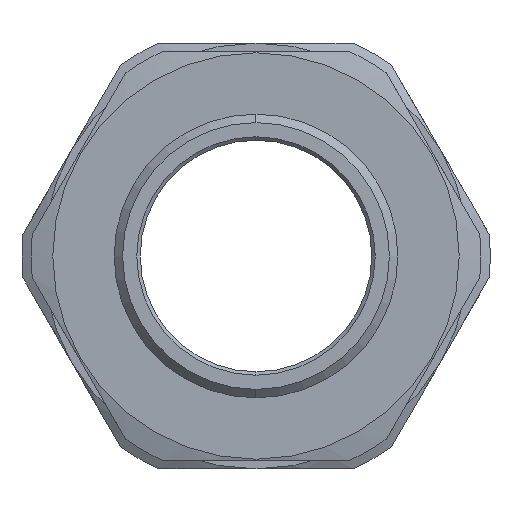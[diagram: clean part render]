
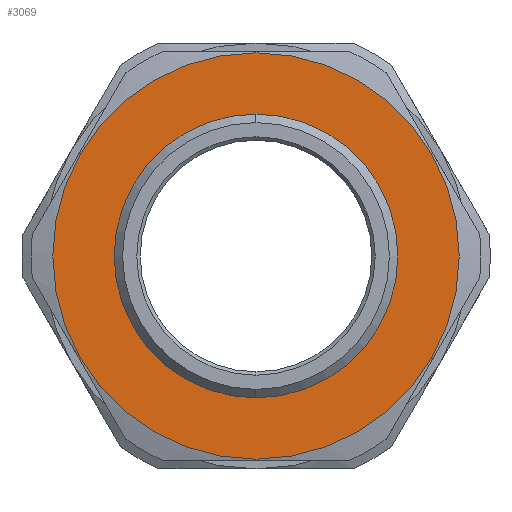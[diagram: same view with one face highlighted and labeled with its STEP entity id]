
A CAD part, left-side view. The second image highlights one B-rep face of the part: STEP entity #3069.
In plain terms, the highlighted planar face has unit normal (-1, 0, 0).
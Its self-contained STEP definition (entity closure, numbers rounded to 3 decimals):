
#884 = ORIENTED_EDGE ( 'NONE', *, *, #3287, .F. ) ;
#1196 = DIRECTION ( 'NONE',  ( 0., 0., -1. ) ) ;
#1671 = ORIENTED_EDGE ( 'NONE', *, *, #7539, .F. ) ;
#1803 = CARTESIAN_POINT ( 'NONE',  ( 15.3, 0., -20.3 ) ) ;
#2067 = CIRCLE ( 'NONE', #6480, 17.9 ) ;
#2109 = CARTESIAN_POINT ( 'NONE',  ( 15.3, 0., -17.9 ) ) ;
#2112 = CIRCLE ( 'NONE', #4280, 17.9 ) ;
#2368 = AXIS2_PLACEMENT_3D ( 'NONE', #3203, #3835, #2643 ) ;
#2435 = DIRECTION ( 'NONE',  ( 0., 0., -1. ) ) ;
#2643 = DIRECTION ( 'NONE',  ( 0., 0., 1. ) ) ;
#2859 = CIRCLE ( 'NONE', #2368, 12.5 ) ;
#2863 = VERTEX_POINT ( 'NONE', #2109 ) ;
#3069 = ADVANCED_FACE ( 'NONE', ( #3640, #7235 ), #4951, .F. ) ;
#3203 = CARTESIAN_POINT ( 'NONE',  ( 15.3, 0., 0. ) ) ;
#3252 = VERTEX_POINT ( 'NONE', #6342 ) ;
#3287 = EDGE_CURVE ( 'NONE', #3252, #6010, #2859, .T. ) ;
#3592 = EDGE_LOOP ( 'NONE', ( #1671, #884 ) ) ;
#3640 = FACE_OUTER_BOUND ( 'NONE', #7186, .T. ) ;
#3757 = CIRCLE ( 'NONE', #5035, 12.5 ) ;
#3835 = DIRECTION ( 'NONE',  ( -1., 0., 0. ) ) ;
#3859 = DIRECTION ( 'NONE',  ( -1., 0., 0. ) ) ;
#3888 = DIRECTION ( 'NONE',  ( 0., 0., 1. ) ) ;
#4218 = ORIENTED_EDGE ( 'NONE', *, *, #4323, .F. ) ;
#4280 = AXIS2_PLACEMENT_3D ( 'NONE', #4338, #8248, #2435 ) ;
#4323 = EDGE_CURVE ( 'NONE', #2863, #4856, #2112, .T. ) ;
#4338 = CARTESIAN_POINT ( 'NONE',  ( 15.3, 0., 0. ) ) ;
#4686 = DIRECTION ( 'NONE',  ( 1., 0., 0. ) ) ;
#4709 = DIRECTION ( 'NONE',  ( 0., 0., -1. ) ) ;
#4856 = VERTEX_POINT ( 'NONE', #6948 ) ;
#4891 = CARTESIAN_POINT ( 'NONE',  ( 15.3, 0., -12.5 ) ) ;
#4951 = PLANE ( 'NONE',  #5486 ) ;
#5035 = AXIS2_PLACEMENT_3D ( 'NONE', #6466, #3859, #3888 ) ;
#5486 = AXIS2_PLACEMENT_3D ( 'NONE', #1803, #6147, #1196 ) ;
#6010 = VERTEX_POINT ( 'NONE', #4891 ) ;
#6147 = DIRECTION ( 'NONE',  ( 1., 0., 0. ) ) ;
#6329 = ORIENTED_EDGE ( 'NONE', *, *, #7581, .F. ) ;
#6342 = CARTESIAN_POINT ( 'NONE',  ( 15.3, 0., 12.5 ) ) ;
#6466 = CARTESIAN_POINT ( 'NONE',  ( 15.3, 0., 0. ) ) ;
#6480 = AXIS2_PLACEMENT_3D ( 'NONE', #7147, #4686, #4709 ) ;
#6948 = CARTESIAN_POINT ( 'NONE',  ( 15.3, 0., 17.9 ) ) ;
#7147 = CARTESIAN_POINT ( 'NONE',  ( 15.3, 0., 0. ) ) ;
#7186 = EDGE_LOOP ( 'NONE', ( #4218, #6329 ) ) ;
#7235 = FACE_BOUND ( 'NONE', #3592, .T. ) ;
#7539 = EDGE_CURVE ( 'NONE', #6010, #3252, #3757, .T. ) ;
#7581 = EDGE_CURVE ( 'NONE', #4856, #2863, #2067, .T. ) ;
#8248 = DIRECTION ( 'NONE',  ( 1., 0., 0. ) ) ;
